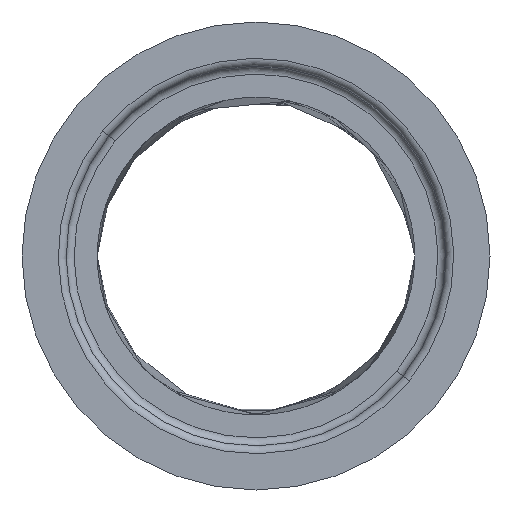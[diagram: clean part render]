
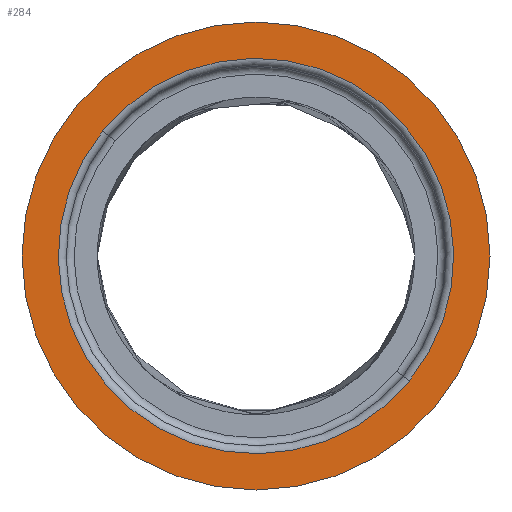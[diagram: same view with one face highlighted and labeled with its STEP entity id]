
A CAD part, front view. The second image highlights one B-rep face of the part: STEP entity #284.
In plain terms, the highlighted face is planar.
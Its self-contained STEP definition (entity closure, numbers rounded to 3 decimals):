
#160 = AXIS2_PLACEMENT_3D ( 'NONE', #23139, #14197, #5260 ) ;
#284 = ADVANCED_FACE ( 'NONE', ( #13845, #9972 ), #19254, .F. ) ;
#1044 = CARTESIAN_POINT ( 'NONE',  ( -295., 0., -85. ) ) ;
#2045 = CIRCLE ( 'NONE', #160, 249.3 ) ;
#2414 = CIRCLE ( 'NONE', #8038, 249.3 ) ;
#2562 = VERTEX_POINT ( 'NONE', #11934 ) ;
#3196 = ORIENTED_EDGE ( 'NONE', *, *, #3703, .T. ) ;
#3229 = DIRECTION ( 'NONE',  ( 0., 0., -1. ) ) ;
#3264 = EDGE_LOOP ( 'NONE', ( #15546, #12206 ) ) ;
#3703 = EDGE_CURVE ( 'NONE', #13550, #2562, #2414, .T. ) ;
#3732 = CARTESIAN_POINT ( 'NONE',  ( 0., 0., -85. ) ) ;
#4270 = EDGE_CURVE ( 'NONE', #2562, #13550, #2045, .T. ) ;
#4739 = CIRCLE ( 'NONE', #15608, 295. ) ;
#4914 = DIRECTION ( 'NONE',  ( 1., 0., 0. ) ) ;
#5260 = DIRECTION ( 'NONE',  ( 0.775, 0.632, 0. ) ) ;
#6538 = DIRECTION ( 'NONE',  ( 0., 0., -1. ) ) ;
#6604 = AXIS2_PLACEMENT_3D ( 'NONE', #8314, #6538, #13720 ) ;
#6899 = CARTESIAN_POINT ( 'NONE',  ( 0., 0., -85. ) ) ;
#8038 = AXIS2_PLACEMENT_3D ( 'NONE', #3732, #16302, #14307 ) ;
#8314 = CARTESIAN_POINT ( 'NONE',  ( 0., 0., -85. ) ) ;
#8322 = EDGE_LOOP ( 'NONE', ( #3196, #13961 ) ) ;
#9972 = FACE_OUTER_BOUND ( 'NONE', #3264, .T. ) ;
#10092 = DIRECTION ( 'NONE',  ( 0., 0., 1. ) ) ;
#10289 = CARTESIAN_POINT ( 'NONE',  ( 0., 0., -85. ) ) ;
#10761 = CIRCLE ( 'NONE', #6604, 295. ) ;
#11131 = CARTESIAN_POINT ( 'NONE',  ( 295., 0., -85. ) ) ;
#11934 = CARTESIAN_POINT ( 'NONE',  ( -193.115, -157.662, -85. ) ) ;
#12206 = ORIENTED_EDGE ( 'NONE', *, *, #21513, .T. ) ;
#13550 = VERTEX_POINT ( 'NONE', #16127 ) ;
#13720 = DIRECTION ( 'NONE',  ( -1., 0., 0. ) ) ;
#13845 = FACE_BOUND ( 'NONE', #8322, .T. ) ;
#13961 = ORIENTED_EDGE ( 'NONE', *, *, #4270, .T. ) ;
#14197 = DIRECTION ( 'NONE',  ( 0., 0., 1. ) ) ;
#14307 = DIRECTION ( 'NONE',  ( 0.775, 0.632, 0. ) ) ;
#15546 = ORIENTED_EDGE ( 'NONE', *, *, #21002, .T. ) ;
#15608 = AXIS2_PLACEMENT_3D ( 'NONE', #10289, #3229, #17570 ) ;
#16127 = CARTESIAN_POINT ( 'NONE',  ( 193.115, 157.662, -85. ) ) ;
#16302 = DIRECTION ( 'NONE',  ( 0., 0., 1. ) ) ;
#17570 = DIRECTION ( 'NONE',  ( -1., 0., 0. ) ) ;
#17772 = AXIS2_PLACEMENT_3D ( 'NONE', #6899, #10092, #4914 ) ;
#18340 = VERTEX_POINT ( 'NONE', #1044 ) ;
#19254 = PLANE ( 'NONE',  #17772 ) ;
#21002 = EDGE_CURVE ( 'NONE', #18340, #22187, #10761, .T. ) ;
#21513 = EDGE_CURVE ( 'NONE', #22187, #18340, #4739, .T. ) ;
#22187 = VERTEX_POINT ( 'NONE', #11131 ) ;
#23139 = CARTESIAN_POINT ( 'NONE',  ( 0., 0., -85. ) ) ;
